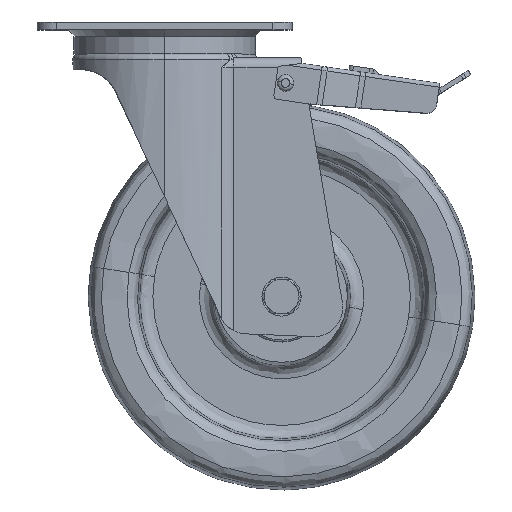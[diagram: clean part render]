
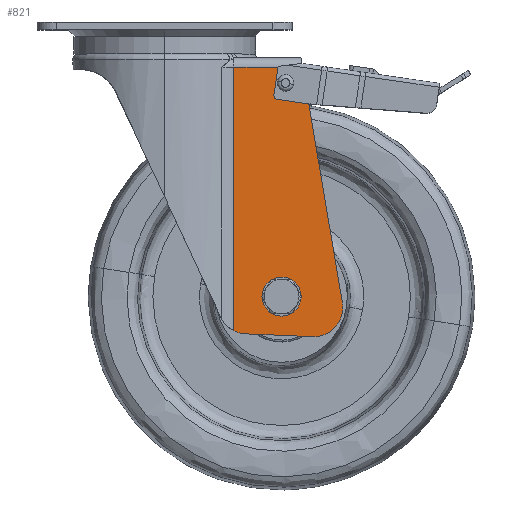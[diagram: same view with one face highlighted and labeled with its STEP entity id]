
A CAD part, top view. The second image highlights one B-rep face of the part: STEP entity #821.
In plain terms, the highlighted planar face has unit normal (0, 0, 1).
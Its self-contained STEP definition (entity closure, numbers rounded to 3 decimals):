
#9 = DIRECTION ( 'NONE',  ( 0., 0., 1. ) ) ;
#143 = CARTESIAN_POINT ( 'NONE',  ( 61.782, -147.734, -137.168 ) ) ;
#485 = CARTESIAN_POINT ( 'NONE',  ( 5.453, -18.5, -137.168 ) ) ;
#735 = ORIENTED_EDGE ( 'NONE', *, *, #17791, .F. ) ;
#799 = AXIS2_PLACEMENT_3D ( 'NONE', #12398, #10782, #5854 ) ;
#821 = ADVANCED_FACE ( 'NONE', ( #17453, #13021, #2332 ), #14923, .F. ) ;
#992 = LINE ( 'NONE', #2789, #18998 ) ;
#1108 = CIRCLE ( 'NONE', #19647, 2.5 ) ;
#1201 = CIRCLE ( 'NONE', #13723, 6.25 ) ;
#1889 = ORIENTED_EDGE ( 'NONE', *, *, #15035, .F. ) ;
#2284 = ORIENTED_EDGE ( 'NONE', *, *, #6242, .T. ) ;
#2332 = FACE_OUTER_BOUND ( 'NONE', #14056, .T. ) ;
#2530 = CIRCLE ( 'NONE', #16735, 15. ) ;
#2644 = DIRECTION ( 'NONE',  ( 0., 0., 1. ) ) ;
#2789 = CARTESIAN_POINT ( 'NONE',  ( -30.342, -159.5, -137.168 ) ) ;
#2829 = DIRECTION ( 'NONE',  ( -1., 0., 0. ) ) ;
#2905 = CARTESIAN_POINT ( 'NONE',  ( 46.782, -147.734, -137.168 ) ) ;
#3084 = DIRECTION ( 'NONE',  ( 0., 0., 1. ) ) ;
#3247 = DIRECTION ( 'NONE',  ( -1., 0., 0. ) ) ;
#3414 = VERTEX_POINT ( 'NONE', #21555 ) ;
#3586 = ORIENTED_EDGE ( 'NONE', *, *, #18310, .F. ) ;
#3670 = DIRECTION ( 'NONE',  ( 0., 0., -1. ) ) ;
#3708 = EDGE_LOOP ( 'NONE', ( #1889, #3586 ) ) ;
#3782 = VECTOR ( 'NONE', #10396, 1000. ) ;
#4139 = EDGE_CURVE ( 'NONE', #3414, #13020, #2530, .T. ) ;
#4457 = ORIENTED_EDGE ( 'NONE', *, *, #13434, .T. ) ;
#4498 = CIRCLE ( 'NONE', #4606, 2.5 ) ;
#4606 = AXIS2_PLACEMENT_3D ( 'NONE', #21210, #2644, #6180 ) ;
#4609 = EDGE_CURVE ( 'NONE', #6859, #8696, #5843, .T. ) ;
#4737 = CARTESIAN_POINT ( 'NONE',  ( -30.342, -18.5, -137.168 ) ) ;
#4755 = VERTEX_POINT ( 'NONE', #20350 ) ;
#4953 = EDGE_CURVE ( 'NONE', #8568, #4755, #4498, .T. ) ;
#5385 = CARTESIAN_POINT ( 'NONE',  ( 23.908, -142., -137.168 ) ) ;
#5803 = VERTEX_POINT ( 'NONE', #15028 ) ;
#5843 = LINE ( 'NONE', #8420, #19457 ) ;
#5854 = DIRECTION ( 'NONE',  ( 1., 0., 0. ) ) ;
#6180 = DIRECTION ( 'NONE',  ( 1., 0., 0. ) ) ;
#6242 = EDGE_CURVE ( 'NONE', #5803, #6859, #11825, .T. ) ;
#6475 = CARTESIAN_POINT ( 'NONE',  ( 32.158, -31.5, -137.168 ) ) ;
#6504 = VERTEX_POINT ( 'NONE', #13632 ) ;
#6558 = ORIENTED_EDGE ( 'NONE', *, *, #4139, .T. ) ;
#6859 = VERTEX_POINT ( 'NONE', #12958 ) ;
#6950 = ORIENTED_EDGE ( 'NONE', *, *, #14140, .T. ) ;
#7328 = DIRECTION ( 'NONE',  ( 0., 0., 1. ) ) ;
#7595 = VERTEX_POINT ( 'NONE', #5385 ) ;
#7604 = CARTESIAN_POINT ( 'NONE',  ( 36.408, -142., -137.168 ) ) ;
#8420 = CARTESIAN_POINT ( 'NONE',  ( 5.453, -23.5, -137.168 ) ) ;
#8568 = VERTEX_POINT ( 'NONE', #13860 ) ;
#8615 = CIRCLE ( 'NONE', #799, 6.25 ) ;
#8696 = VERTEX_POINT ( 'NONE', #20954 ) ;
#8892 = VERTEX_POINT ( 'NONE', #7604 ) ;
#9154 = CIRCLE ( 'NONE', #16070, 15. ) ;
#9276 = LINE ( 'NONE', #485, #3782 ) ;
#9643 = ORIENTED_EDGE ( 'NONE', *, *, #14547, .T. ) ;
#9986 = DIRECTION ( 'NONE',  ( -1., 0., 0. ) ) ;
#10396 = DIRECTION ( 'NONE',  ( 0., -1., 0. ) ) ;
#10782 = DIRECTION ( 'NONE',  ( 0., 0., 1. ) ) ;
#11238 = ORIENTED_EDGE ( 'NONE', *, *, #4609, .T. ) ;
#11414 = DIRECTION ( 'NONE',  ( 1., 0., 0. ) ) ;
#11825 = LINE ( 'NONE', #20002, #16806 ) ;
#12130 = CARTESIAN_POINT ( 'NONE',  ( 11.606, -161.266, -137.168 ) ) ;
#12196 = ORIENTED_EDGE ( 'NONE', *, *, #15424, .T. ) ;
#12398 = CARTESIAN_POINT ( 'NONE',  ( 30.158, -142., -137.168 ) ) ;
#12636 = ORIENTED_EDGE ( 'NONE', *, *, #4953, .F. ) ;
#12958 = CARTESIAN_POINT ( 'NONE',  ( 41.003, -23.5, -137.168 ) ) ;
#12987 = DIRECTION ( 'NONE',  ( 0., 0., 1. ) ) ;
#13020 = VERTEX_POINT ( 'NONE', #12130 ) ;
#13021 = FACE_BOUND ( 'NONE', #3708, .T. ) ;
#13388 = DIRECTION ( 'NONE',  ( -1., 0., 0. ) ) ;
#13434 = EDGE_CURVE ( 'NONE', #17542, #5803, #9154, .T. ) ;
#13632 = CARTESIAN_POINT ( 'NONE',  ( 46.151, -162.721, -137.168 ) ) ;
#13723 = AXIS2_PLACEMENT_3D ( 'NONE', #20835, #7328, #18980 ) ;
#13860 = CARTESIAN_POINT ( 'NONE',  ( 29.658, -31.5, -137.168 ) ) ;
#14056 = EDGE_LOOP ( 'NONE', ( #12196, #6558, #9643, #6950, #4457, #2284, #11238 ) ) ;
#14113 = CIRCLE ( 'NONE', #18585, 15. ) ;
#14140 = EDGE_CURVE ( 'NONE', #6504, #17542, #14113, .T. ) ;
#14484 = DIRECTION ( 'NONE',  ( 0.999, -0.042, 0. ) ) ;
#14547 = EDGE_CURVE ( 'NONE', #13020, #6504, #992, .T. ) ;
#14569 = DIRECTION ( 'NONE',  ( 0., 0., 1. ) ) ;
#14716 = CARTESIAN_POINT ( 'NONE',  ( 46.782, -147.734, -137.168 ) ) ;
#14783 = EDGE_LOOP ( 'NONE', ( #735, #12636 ) ) ;
#14923 = PLANE ( 'NONE',  #21335 ) ;
#15028 = CARTESIAN_POINT ( 'NONE',  ( 61.572, -145.235, -137.168 ) ) ;
#15035 = EDGE_CURVE ( 'NONE', #8892, #7595, #1201, .T. ) ;
#15424 = EDGE_CURVE ( 'NONE', #8696, #3414, #9276, .T. ) ;
#16070 = AXIS2_PLACEMENT_3D ( 'NONE', #2905, #12987, #2829 ) ;
#16735 = AXIS2_PLACEMENT_3D ( 'NONE', #18239, #9, #9986 ) ;
#16806 = VECTOR ( 'NONE', #16872, 1000. ) ;
#16872 = DIRECTION ( 'NONE',  ( -0.167, 0.986, 0. ) ) ;
#17453 = FACE_BOUND ( 'NONE', #14783, .T. ) ;
#17542 = VERTEX_POINT ( 'NONE', #143 ) ;
#17791 = EDGE_CURVE ( 'NONE', #4755, #8568, #1108, .T. ) ;
#18239 = CARTESIAN_POINT ( 'NONE',  ( 12.237, -146.28, -137.168 ) ) ;
#18310 = EDGE_CURVE ( 'NONE', #7595, #8892, #8615, .T. ) ;
#18585 = AXIS2_PLACEMENT_3D ( 'NONE', #14716, #14569, #19818 ) ;
#18980 = DIRECTION ( 'NONE',  ( 1., 0., 0. ) ) ;
#18998 = VECTOR ( 'NONE', #14484, 1000. ) ;
#19457 = VECTOR ( 'NONE', #3247, 1000. ) ;
#19647 = AXIS2_PLACEMENT_3D ( 'NONE', #6475, #3084, #11414 ) ;
#19818 = DIRECTION ( 'NONE',  ( -1., 0., 0. ) ) ;
#20002 = CARTESIAN_POINT ( 'NONE',  ( 40.158, -18.5, -137.168 ) ) ;
#20350 = CARTESIAN_POINT ( 'NONE',  ( 34.658, -31.5, -137.168 ) ) ;
#20835 = CARTESIAN_POINT ( 'NONE',  ( 30.158, -142., -137.168 ) ) ;
#20954 = CARTESIAN_POINT ( 'NONE',  ( 5.453, -23.5, -137.168 ) ) ;
#21210 = CARTESIAN_POINT ( 'NONE',  ( 32.158, -31.5, -137.168 ) ) ;
#21335 = AXIS2_PLACEMENT_3D ( 'NONE', #4737, #3670, #13388 ) ;
#21555 = CARTESIAN_POINT ( 'NONE',  ( 5.453, -159.658, -137.168 ) ) ;
